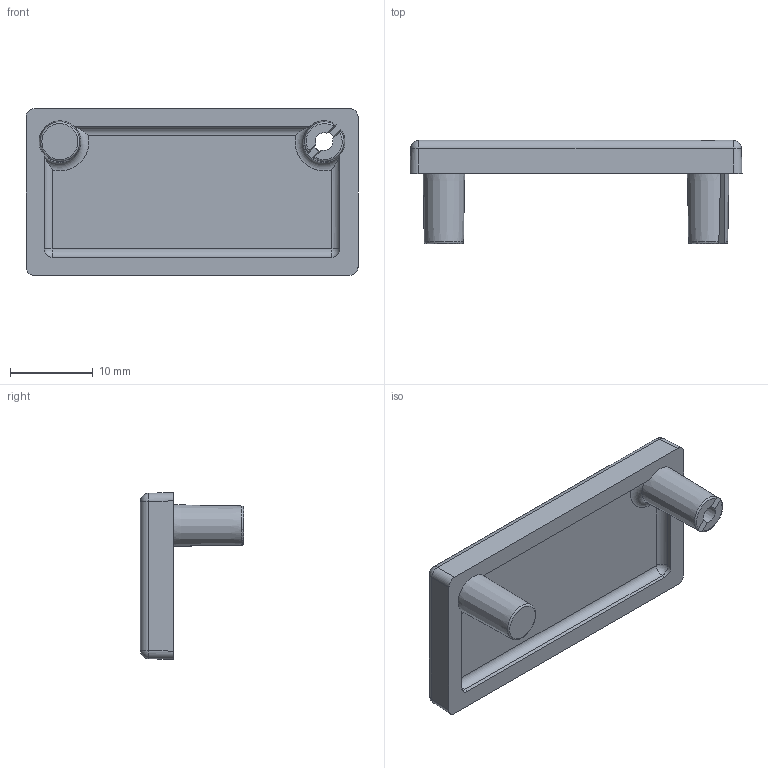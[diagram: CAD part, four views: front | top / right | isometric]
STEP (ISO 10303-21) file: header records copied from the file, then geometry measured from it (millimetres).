
FILE_DESCRIPTION(/* description */ (''),/* implementation_level */ '2;1');
FILE_NAME(/* name */ 'AES 4020.stp',/* time_stamp */ '2016-10-14T12:20:37+01:00',/* author */ ('kevin'),/* organization */ (''),/* preprocessor_version */ 'ST-DEVELOPER v15.2',/* originating_system */ 'Autodesk Inventor 2014',/* authorisation */ '');
FILE_SCHEMA (('AUTOMOTIVE_DESIGN { 1 0 10303 214 3 1 1 }'));
Length unit declared in the file: millimetre
Products named in the file (2): AES 4020
Bounding box: 40.2 x 12.5 x 20.2 mm (x, y, z)
Volume: 2602.4 mm3; surface area: 2511.1 mm2
Topology: 1 solids, 1 shells, 56 faces, 142 edges, 86 vertices
Faces by surface type: plane 25, cylinder 15, sphere 6, torus 5, cone 5
Full cylindrical faces by diameter (mm): 3.4 x1
Entity records: 1925 total; most frequent: CARTESIAN_POINT 588, DIRECTION 278, ORIENTED_EDGE 264, EDGE_CURVE 132, AXIS2_PLACEMENT_3D 110, VERTEX_POINT 84, EDGE_LOOP 64, LINE 58
